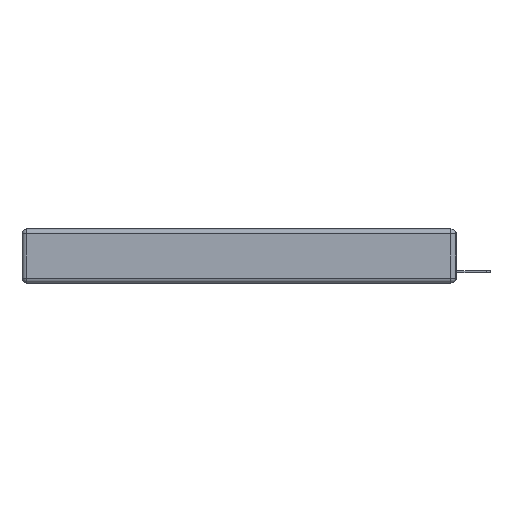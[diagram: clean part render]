
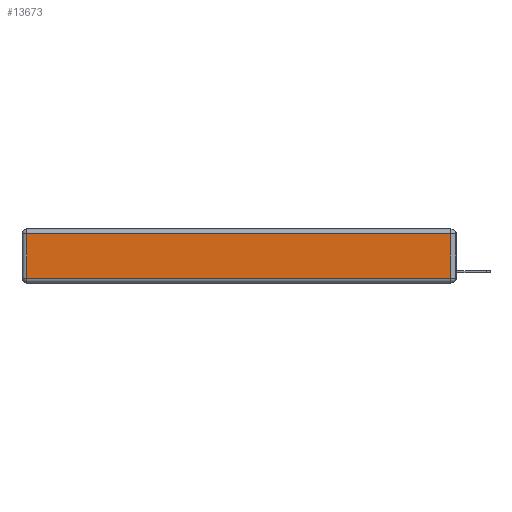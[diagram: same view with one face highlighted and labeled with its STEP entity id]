
A CAD part, left-side view. The second image highlights one B-rep face of the part: STEP entity #13673.
In plain terms, the highlighted planar face has unit normal (-1, 0, 0).
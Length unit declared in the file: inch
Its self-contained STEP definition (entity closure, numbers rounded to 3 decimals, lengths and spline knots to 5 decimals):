
#1067 = VECTOR ( 'NONE', #4749, 39.37008 ) ;
#2276 = VECTOR ( 'NONE', #15246, 39.37008 ) ;
#2453 = EDGE_CURVE ( 'NONE', #8864, #4864, #7685, .T. ) ;
#3343 = EDGE_CURVE ( 'NONE', #4864, #4181, #6768, .T. ) ;
#3518 = CARTESIAN_POINT ( 'NONE',  ( 0., 0., -0.313 ) ) ;
#3979 = DIRECTION ( 'NONE',  ( 0., 0., -1. ) ) ;
#4035 = CARTESIAN_POINT ( 'NONE',  ( 0., 0.03, -0.343 ) ) ;
#4181 = VERTEX_POINT ( 'NONE', #10648 ) ;
#4383 = FACE_OUTER_BOUND ( 'NONE', #6953, .T. ) ;
#4416 = ORIENTED_EDGE ( 'NONE', *, *, #12081, .T. ) ;
#4749 = DIRECTION ( 'NONE',  ( 0., -1., 0. ) ) ;
#4864 = VERTEX_POINT ( 'NONE', #13091 ) ;
#6768 = LINE ( 'NONE', #3518, #1067 ) ;
#6922 = LINE ( 'NONE', #7068, #16157 ) ;
#6953 = EDGE_LOOP ( 'NONE', ( #14259, #4416, #15950, #7070 ) ) ;
#7068 = CARTESIAN_POINT ( 'NONE',  ( 0., 2.75, -0.03 ) ) ;
#7070 = ORIENTED_EDGE ( 'NONE', *, *, #2453, .T. ) ;
#7179 = AXIS2_PLACEMENT_3D ( 'NONE', #13696, #15047, #12279 ) ;
#7685 = LINE ( 'NONE', #9619, #13827 ) ;
#8864 = VERTEX_POINT ( 'NONE', #12454 ) ;
#9619 = CARTESIAN_POINT ( 'NONE',  ( 0., 2.72, -0.343 ) ) ;
#9874 = DIRECTION ( 'NONE',  ( 0., 1., 0. ) ) ;
#10212 = CARTESIAN_POINT ( 'NONE',  ( 0., 0.03, -0.03 ) ) ;
#10648 = CARTESIAN_POINT ( 'NONE',  ( 0., 0.03, -0.313 ) ) ;
#10849 = EDGE_CURVE ( 'NONE', #14700, #8864, #6922, .T. ) ;
#12081 = EDGE_CURVE ( 'NONE', #4181, #14700, #15638, .T. ) ;
#12279 = DIRECTION ( 'NONE',  ( 0., 0., 1. ) ) ;
#12454 = CARTESIAN_POINT ( 'NONE',  ( 0., 2.72, -0.03 ) ) ;
#13091 = CARTESIAN_POINT ( 'NONE',  ( 0., 2.72, -0.313 ) ) ;
#13673 = ADVANCED_FACE ( 'NONE', ( #4383 ), #17766, .T. ) ;
#13696 = CARTESIAN_POINT ( 'NONE',  ( 0., 0., -0.343 ) ) ;
#13827 = VECTOR ( 'NONE', #3979, 39.37008 ) ;
#14259 = ORIENTED_EDGE ( 'NONE', *, *, #3343, .T. ) ;
#14700 = VERTEX_POINT ( 'NONE', #10212 ) ;
#15047 = DIRECTION ( 'NONE',  ( -1., 0., 0. ) ) ;
#15246 = DIRECTION ( 'NONE',  ( 0., 0., 1. ) ) ;
#15638 = LINE ( 'NONE', #4035, #2276 ) ;
#15950 = ORIENTED_EDGE ( 'NONE', *, *, #10849, .T. ) ;
#16157 = VECTOR ( 'NONE', #9874, 39.37008 ) ;
#17766 = PLANE ( 'NONE',  #7179 ) ;
